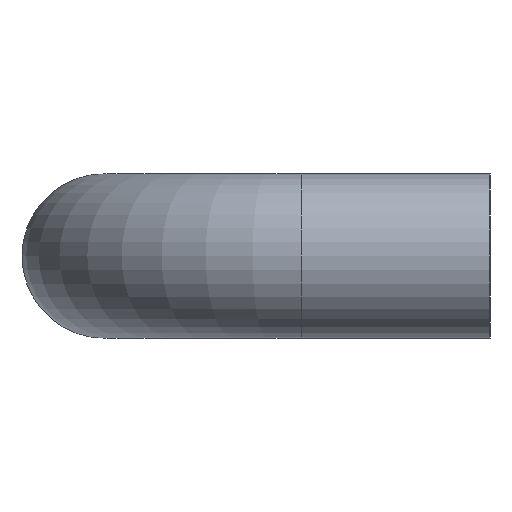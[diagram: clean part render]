
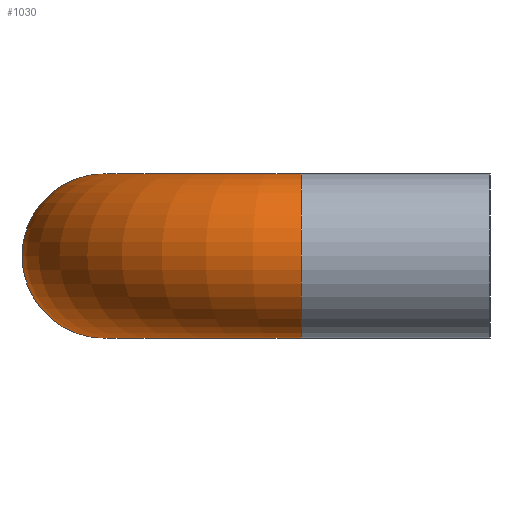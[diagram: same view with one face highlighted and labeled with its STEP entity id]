
A CAD part, left-side view. The second image highlights one B-rep face of the part: STEP entity #1030.
In plain terms, the highlighted toroidal (fillet/blend) face has major radius 12 mm and minor radius 5 mm.
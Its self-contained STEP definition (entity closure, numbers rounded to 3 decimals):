
#100=CARTESIAN_POINT('',(-52.,23.5,5.));
#110=VERTEX_POINT('',#100);
#290=CARTESIAN_POINT('',(-52.,23.5,-5.));
#300=VERTEX_POINT('',#290);
#330=CARTESIAN_POINT('',(-52.,23.5,0.));
#340=DIRECTION('',(1.,0.,0.));
#350=DIRECTION('',(0.,0.,-1.));
#360=AXIS2_PLACEMENT_3D('',#330,#340,#350);
#370=CIRCLE('',#360,5.);
#510=EDGE_CURVE('',#300,#110,#370,.T.);
#620=CARTESIAN_POINT('',(-52.,11.5,5.));
#630=DIRECTION('',(0.,0.,1.));
#640=DIRECTION('',(0.,1.,0.));
#650=AXIS2_PLACEMENT_3D('',#620,#630,#640);
#660=CIRCLE('',#650,12.);
#670=CARTESIAN_POINT('',(-64.,11.5,5.));
#680=VERTEX_POINT('',#670);
#690=EDGE_CURVE('',#110,#680,#660,.T.);
#720=CARTESIAN_POINT('',(-52.,11.5,-5.));
#730=DIRECTION('',(0.,0.,1.));
#740=DIRECTION('',(0.,1.,0.));
#750=AXIS2_PLACEMENT_3D('',#720,#730,#740);
#760=CIRCLE('',#750,12.);
#770=CARTESIAN_POINT('',(-64.,11.5,-5.));
#780=VERTEX_POINT('',#770);
#790=EDGE_CURVE('',#300,#780,#760,.T.);
#810=CARTESIAN_POINT('',(-64.,11.5,0.));
#820=DIRECTION('',(0.,1.,0.));
#830=DIRECTION('',(0.,0.,-1.));
#840=AXIS2_PLACEMENT_3D('',#810,#820,#830);
#850=CIRCLE('',#840,5.);
#910=CARTESIAN_POINT('',(-52.,11.5,0.));
#920=DIRECTION('',(0.,0.,1.));
#930=DIRECTION('',(0.,1.,0.));
#940=AXIS2_PLACEMENT_3D('',#910,#920,#930);
#950=TOROIDAL_SURFACE('',#940,12.,5.);
#960=ORIENTED_EDGE('',*,*,#510,.F.);
#970=ORIENTED_EDGE('',*,*,#690,.F.);
#980=EDGE_CURVE('',#780,#680,#850,.T.);
#990=ORIENTED_EDGE('',*,*,#980,.T.);
#1000=ORIENTED_EDGE('',*,*,#790,.T.);
#1010=EDGE_LOOP('',(#1000,#990,#970,#960));
#1020=FACE_OUTER_BOUND('',#1010,.T.);
#1030=ADVANCED_FACE('',(#1020),#950,.T.);
